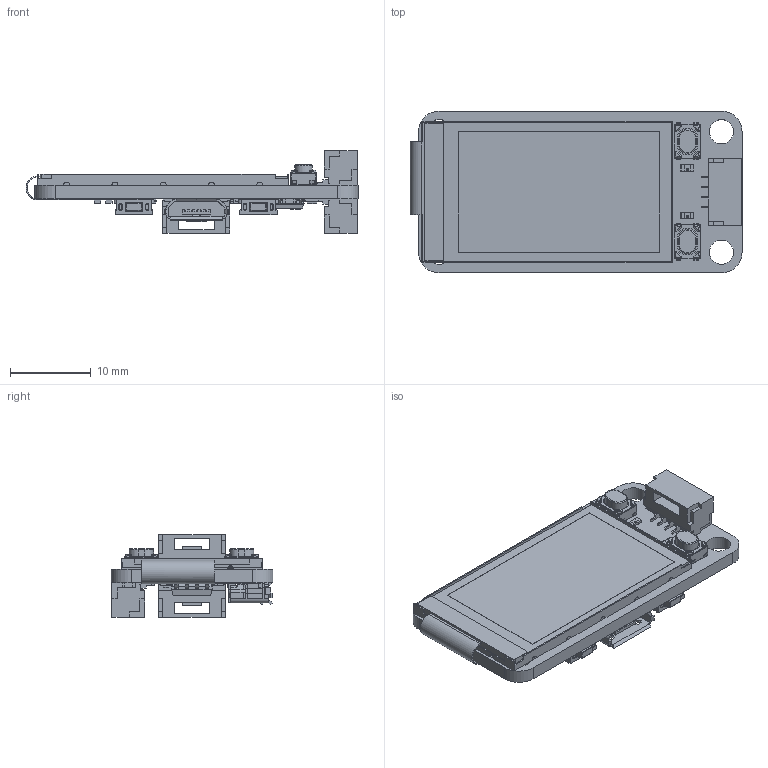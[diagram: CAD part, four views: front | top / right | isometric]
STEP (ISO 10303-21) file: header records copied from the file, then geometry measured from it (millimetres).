
FILE_DESCRIPTION(('Open CASCADE Model'),'2;1');
FILE_NAME('Open CASCADE Shape Model','2022-03-30T11:50:56',('Author'),( 'Open CASCADE'),'Open CASCADE STEP processor 6.8','Open CASCADE 6.8' ,'Unknown');
FILE_SCHEMA(('AUTOMOTIVE_DESIGN { 1 0 10303 214 1 1 1 1 }'));
Length unit declared in the file: millimetre
Products named in the file (75): PCB; Board; Open CASCADE STEP translator 6.8 1.1.1; D1; LED_0603_BLUE; C12; User_Library-0603_SMD_Capacitor; C2; C11; S3; SKRPABE010; S1; U2; User_Library-sop-8; R18; 6016705920; term1; term2; body; R17; R8; 6016705600; P5; Micro_USB; P3; JST_GH_SM04B-GHS-TB_1x04-1MP_P1.25mm_Horizontal; D5; LED_0603_GREEN; C10; S4; SWITCH_2x4x3.5mm; xiaobeibei_body; xiaobeibei_cap; xiaobeibei_plate; xiaobeibei_pin; S2; R15; 6016705680; R14; R13 ...
Assembly tree (95 placements, depth 4):
  PCB
    Board
      Open CASCADE STEP translator 6.8 1.1.1
    D1
      LED_0603_BLUE
    C12
      User_Library-0603_SMD_Capacitor
    C2
      User_Library-0603_SMD_Capacitor
    C11
      User_Library-0603_SMD_Capacitor
    S3
      SKRPABE010
    S1
      SKRPABE010
    U2
      User_Library-sop-8
    R18
      6016705920
        term1
        term2
        body
    R17
      6016705920
        term1
        term2
        body
    R8
      6016705600
        term1
        term2
        body
    P5
      Micro_USB
    P3
      JST_GH_SM04B-GHS-TB_1x04-1MP_P1.25mm_Horizontal
    D5
      LED_0603_GREEN
    C10
      User_Library-0603_SMD_Capacitor
    S4
      SWITCH_2x4x3.5mm
        xiaobeibei_body
        xiaobeibei_cap
        xiaobeibei_plate
        xiaobeibei_pin  x2
    S2
      SWITCH_2x4x3.5mm
        xiaobeibei_body
        xiaobeibei_cap
        xiaobeibei_plate
        xiaobeibei_pin  x2
    R15
      6016705680
        term1
        term2
        body
    R14
      6016705680
        term1
Bounding box: 41.06 x 20 x 10.18 mm (x, y, z)
Volume: 2378.7 mm3; surface area: 5405.5 mm2
Topology: 86 solids, 105 shells, 4827 faces, 12219 edges, 7522 vertices
Faces by surface type: plane 2925, cylinder 1007, bspline 595, sphere 248, torus 52
Full cylindrical faces by diameter (mm): 0.55 x3, 0.6 x4, 0.762 x4, 1 x2, 3 x4
Entity records: 99111 total; most frequent: CARTESIAN_POINT 23289, ORIENTED_EDGE 13692, DIRECTION 12283, EDGE_CURVE 6846, LINE 4931, VECTOR 4931, VERTEX_POINT 4352, AXIS2_PLACEMENT_3D 3676
